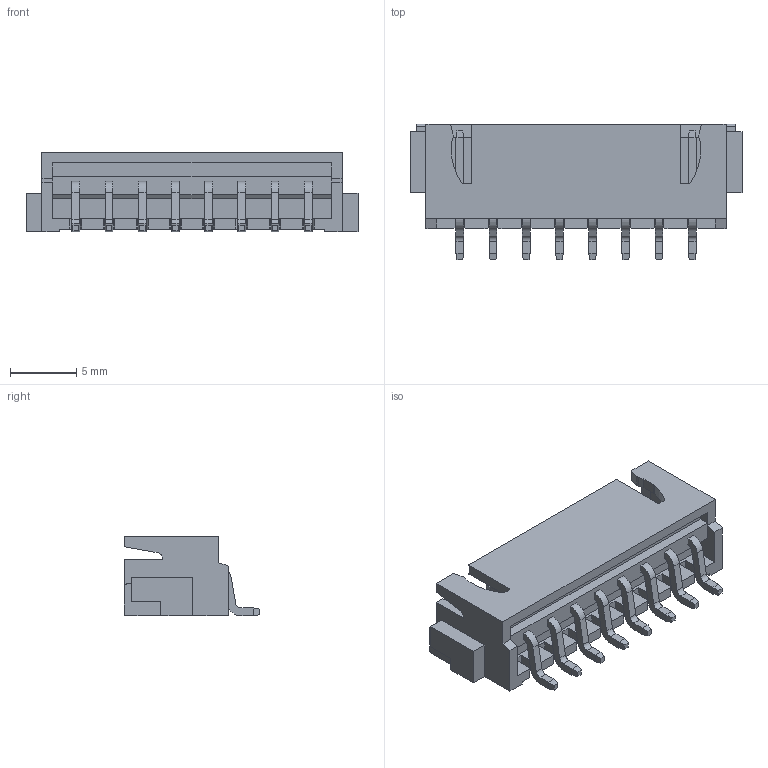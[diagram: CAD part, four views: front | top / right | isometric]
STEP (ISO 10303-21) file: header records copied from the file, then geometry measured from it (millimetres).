
FILE_DESCRIPTION (( 'STEP AP214' ), '1' );
FILE_NAME ('S8B-XH-SM4-TB.STEP', '2019-10-05T08:24:02', ( 'AVRASM1234' ), ( '' ), 'SwSTEP 2.0', 'SolidWorks 2017', '' );
FILE_SCHEMA (( 'AUTOMOTIVE_DESIGN' ));
Length unit declared in the file: millimetre
Products named in the file (1): S8B-XH-SM4-TB
Bounding box: 25 x 10.2 x 6 mm (x, y, z)
Volume: 477.3 mm3; surface area: 1470.3 mm2
Topology: 11 solids, 11 shells, 438 faces, 1178 edges, 762 vertices
Faces by surface type: plane 381, cylinder 57
Entity records: 15407 total; most frequent: CARTESIAN_POINT 2379, ORIENTED_EDGE 2356, DIRECTION 2170, EDGE_CURVE 1178, VECTOR 1064, LINE 1064, VERTEX_POINT 762, AXIS2_PLACEMENT_3D 553
